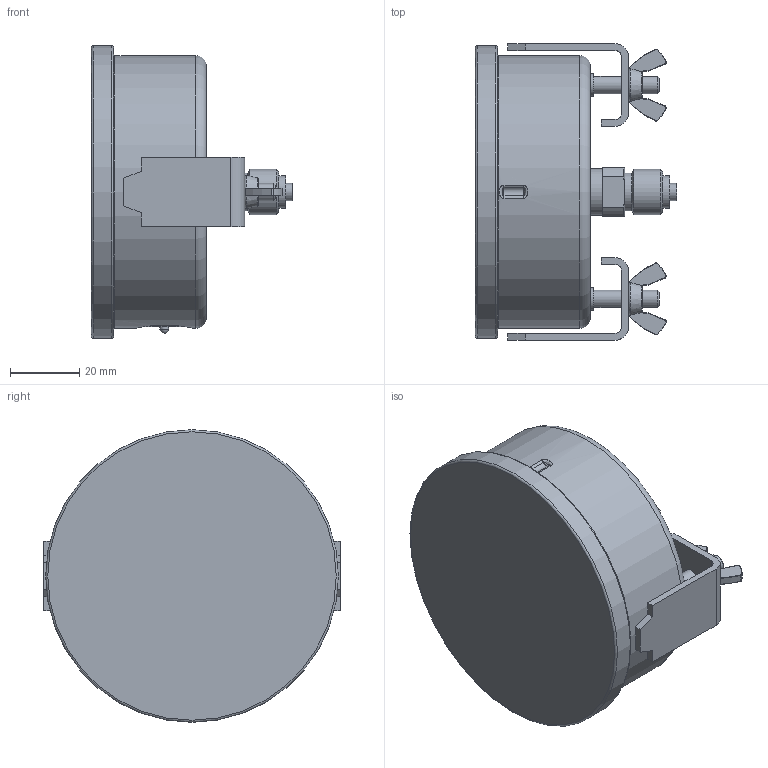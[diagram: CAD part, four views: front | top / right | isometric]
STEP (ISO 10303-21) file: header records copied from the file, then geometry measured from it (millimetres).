
FILE_DESCRIPTION(/* description */ (''),/* implementation_level */ '2;1');
FILE_NAME(/* name */ 'RF80Gly_D751_851XX751.stp',/* time_stamp */ '2018-01-23T10:50:08+01:00',/* author */ ('acgl'),/* organization */ (''),/* preprocessor_version */ 'ST-DEVELOPER v15.6',/* originating_system */ 'Autodesk Inventor 2015',/* authorisation */ '');
FILE_SCHEMA (('AUTOMOTIVE_DESIGN { 1 0 10303 214 3 1 1 }'));
Length unit declared in the file: centimetre
Products named in the file (1): RF80Gly_D751_851XX751
Bounding box: 58.3 x 86 x 84.8 mm (x, y, z)
Volume: 176696.8 mm3; surface area: 26770.2 mm2
Topology: 1 solids, 1 shells, 301 faces, 696 edges, 417 vertices
Faces by surface type: cylinder 113, torus 77, plane 73, bspline 17, cone 12, sphere 9
Full cylindrical faces by diameter (mm): 2.5 x1, 5 x5, 6.5 x2, 9.5 x1, 11 x1, 13.16 x1, 13.5 x1, 79 x1, 84.8 x1
Entity records: 9556 total; most frequent: CARTESIAN_POINT 2436, DIRECTION 1510, ORIENTED_EDGE 1330, EDGE_CURVE 665, AXIS2_PLACEMENT_3D 636, VERTEX_POINT 410, EDGE_LOOP 345, CIRCLE 335
